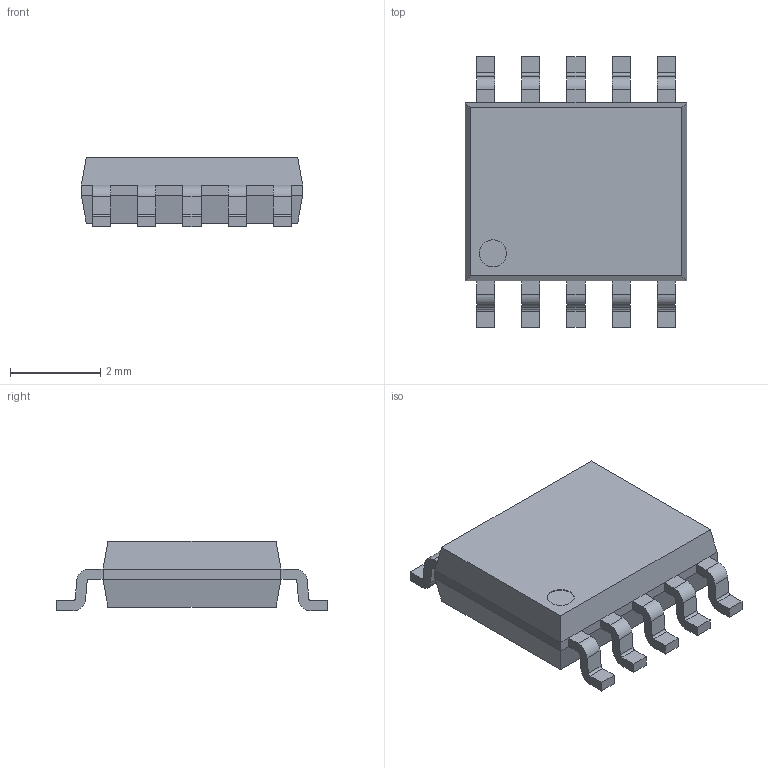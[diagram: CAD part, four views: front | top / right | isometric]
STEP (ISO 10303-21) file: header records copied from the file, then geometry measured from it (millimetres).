
FILE_DESCRIPTION (( 'STEP AP214' ), '1' );
FILE_NAME ('ESSOP-10.STEP', '2024-12-09T04:18:59', ( '' ), ( '' ), 'SwSTEP 2.0', 'SolidWorks 2021', '' );
FILE_SCHEMA (( 'AUTOMOTIVE_DESIGN' ));
Length unit declared in the file: millimetre
Products named in the file (1): ESSOP-10
Bounding box: 4.9 x 6 x 1.54 mm (x, y, z)
Volume: 28.3 mm3; surface area: 84.2 mm2
Topology: 1 solids, 2 shells, 163 faces, 426 edges, 268 vertices
Faces by surface type: plane 121, cylinder 42
Entity records: 6679 total; most frequent: CARTESIAN_POINT 858, ORIENTED_EDGE 852, DIRECTION 838, EDGE_CURVE 426, VECTOR 342, LINE 342, VERTEX_POINT 268, AXIS2_PLACEMENT_3D 248
